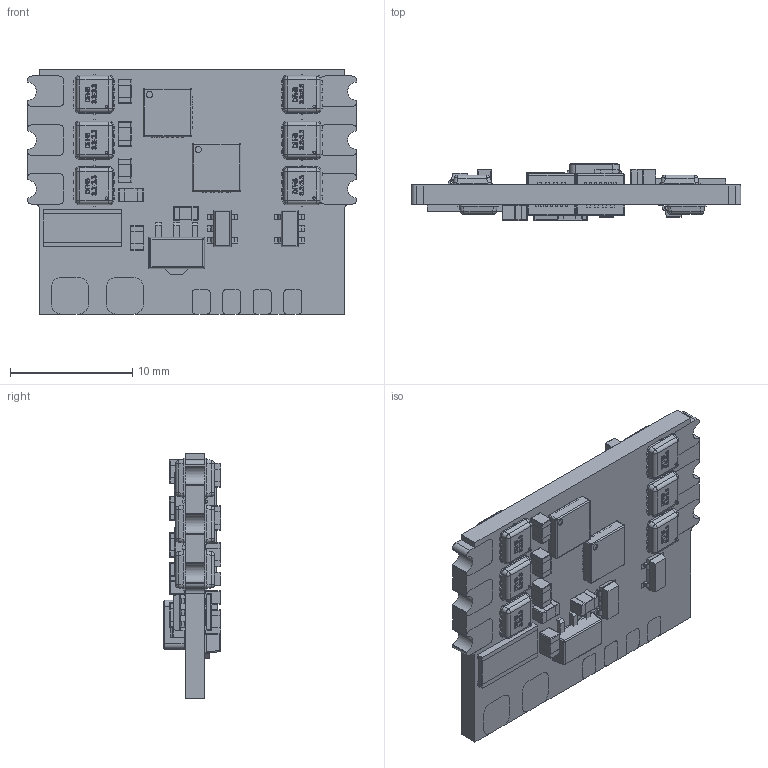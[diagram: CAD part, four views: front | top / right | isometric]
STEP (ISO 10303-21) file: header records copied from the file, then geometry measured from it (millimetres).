
FILE_DESCRIPTION(/* description */ ('','CAx-IF Rec.Pracs.---Representation and Presentation of Product Manufacturing Information (PMI)---4.0---2014-10-13'),/* implementation_level */ '2;1');
FILE_NAME(/* name */ 'Repeat AM32 Dual Brushless Drive ESC v9.step',/* time_stamp */ '2025-02-15T18:10:25Z',/* author */ (''),/* organization */ (''),/* preprocessor_version */ 'ST-DEVELOPER v20',/* originating_system */ 'Autodesk Translation Framework v13.20.0.188',/* authorisation */ '');
FILE_SCHEMA (('AP242_MANAGED_MODEL_BASED_3D_ENGINEERING_MIM_LF { 1 0 10303 442 1 1 4 }'));
Length unit declared in the file: millimetre
Products named in the file (66): Repeat AM32 Dual Brushless Drive ESC; Dual Drive ESC; PCB; PDFN3333 (DFN8 3.3x3.3); QFN-16 (4x4x0.9); QFN-28 (4x4x0.9); QFN-16 (4x4x0.9)_1; Part 12; Part 11; Part 13; Part 14; Part 18; Part 17; Part 15; Part 16; Part 10; Part 9; Part 7; Part 8; Part 6; Part 5; Part 3; Part 4; Part 2; Part 1; QFN-28 (4x4x0.9)_1; Part 23; Part 30; Part 29; Part 28; Part 27; Part 24; Part 25; Part 26; Part 19; Part 18_1; Part 17_1; Part 20; Part 21; Part 22 ...
Assembly tree (140 placements, depth 4):
  Repeat AM32 Dual Brushless Drive ESC
    Dual Drive ESC
      PCB
      PDFN3333 (DFN8 3.3x3.3)  x12
      QFN-16 (4x4x0.9)
        Part 12
        Part 11
        Part 13
        Part 14
        Part 18
        Part 17
        Part 15
        Part 16
        Part 10
        Part 9
        Part 7
        Part 8
        Part 6
        Part 5
        Part 3
        Part 4
        Part 2
        Part 1
      QFN-28 (4x4x0.9)
        Part 23
        Part 30
        Part 29
        Part 28
        Part 27
        Part 24
        Part 25
        Part 26
        Part 19
        Part 18_1
        Part 17_1
        Part 20
        Part 21
        Part 22
        Part 16_1
        Part 15_1
        Part 14_1
        Part 13_1
        Part 10_1
        Part 11_1
        Part 12_1
        Part 2_1
        Part 9_1
        Part 8_1
        Part 7_1
        Part 6_1
        Part 3_1
        Part 4_1
        Part 5_1
        Part 1_1
      QFN-16 (4x4x0.9)_1
        Part 12
        Part 11
        Part 13
        Part 14
        Part 18
Bounding box: 27 x 4.7 x 20 mm (x, y, z)
Volume: 1097.4 mm3; surface area: 2676.7 mm2
Topology: 179 solids, 179 shells, 3570 faces, 9817 edges, 6686 vertices
Faces by surface type: plane 2518, cylinder 862, sphere 184, cone 4, bspline 2
Full cylindrical faces by diameter (mm): 0.2 x12, 0.3 x1, 0.5 x4
Entity records: 34513 total; most frequent: CARTESIAN_POINT 6734, DIRECTION 5530, ORIENTED_EDGE 5064, EDGE_CURVE 2532, LINE 1878, VECTOR 1878, AXIS2_PLACEMENT_3D 1826, VERTEX_POINT 1690
